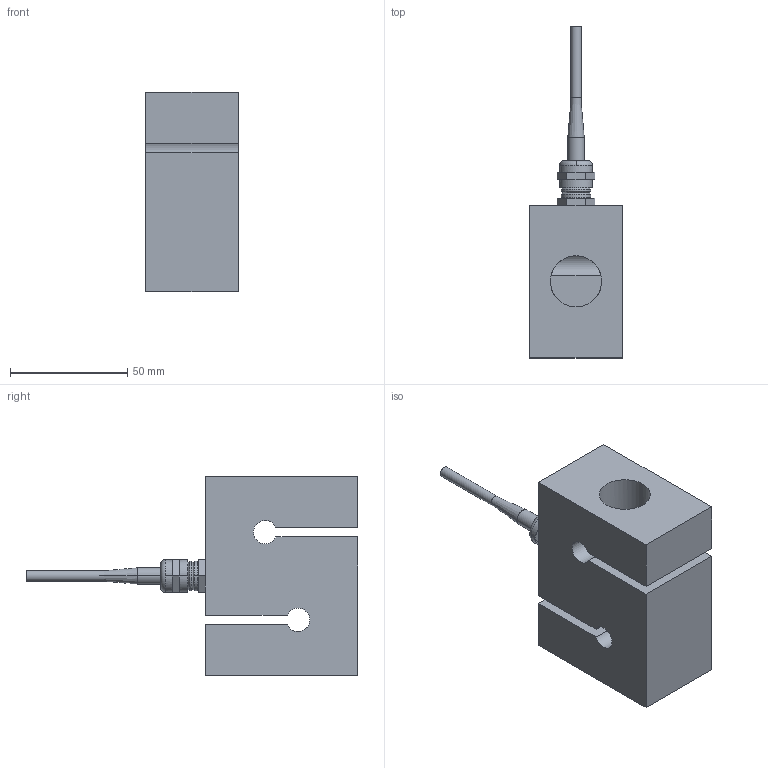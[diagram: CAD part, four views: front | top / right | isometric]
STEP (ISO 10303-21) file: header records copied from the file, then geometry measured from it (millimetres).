
FILE_DESCRIPTION( ( 'Unknown' ), '1' );
FILE_NAME( 'K25-20-50kN.stp', 'Unknown', ( 'Unknown' ), ( 'Unknown' ), 'PSStep 17.0.49', 'Unknown', ' ' );
FILE_SCHEMA( ( 'AUTOMOTIVE_DESIGN { 1 0 10303 214 1 1 1 1 }' ) );
Length unit declared in the file: millimetre
Products named in the file (4): Assem1; Pg7 mit Knickschutz; 1809-001-Gehäuse1; kabeldurchmesser4,5_doc-00036217
Assembly tree (3 placements, depth 2):
  Assem1
    Pg7 mit Knickschutz
    1809-001-Gehäuse1
    kabeldurchmesser4,5_doc-00036217
Bounding box: 39.5 x 141.35 x 85 mm (x, y, z)
Volume: 189324.6 mm3; surface area: 33944.1 mm2
Topology: 3 solids, 3 shells, 86 faces, 200 edges, 123 vertices
Faces by surface type: plane 45, cylinder 23, cone 16, torus 2
Full cylindrical faces by diameter (mm): 4.5 x1, 21.835 x2
Entity records: 4026 total; most frequent: CARTESIAN_POINT 1631, ORIENTED_EDGE 390, DIRECTION 234, EDGE_CURVE 195, B_SPLINE_CURVE_WITH_KNOTS 151, VERTEX_POINT 121, AXIS2_PLACEMENT_3D 100, EDGE_LOOP 98
